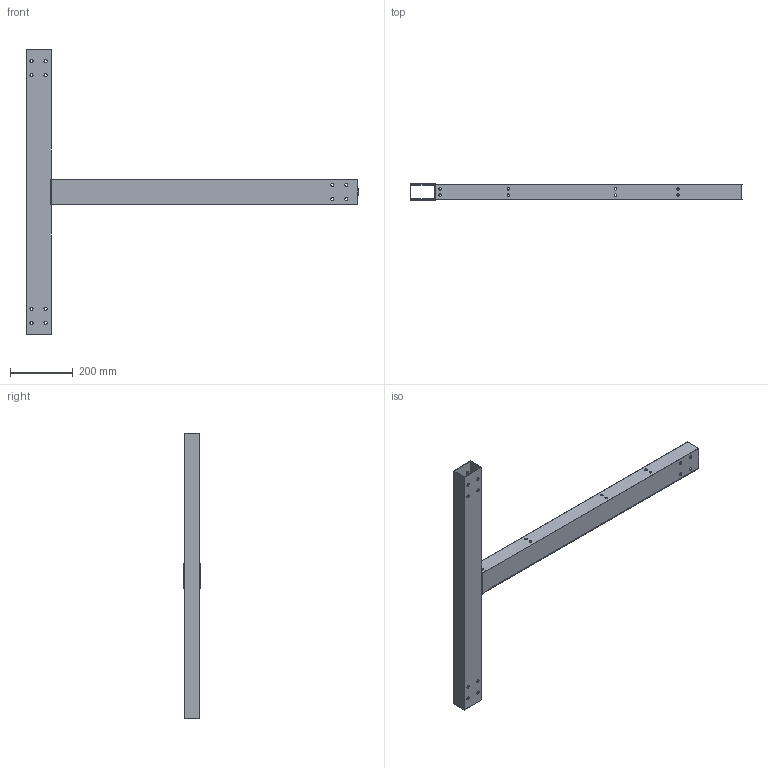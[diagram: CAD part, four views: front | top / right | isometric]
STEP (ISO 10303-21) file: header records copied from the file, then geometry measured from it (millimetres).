
FILE_DESCRIPTION(/* description */ (''),/* implementation_level */ '2;1');
FILE_NAME(/* name */ 'Main_bracket.step',/* time_stamp */ '2019-10-11T13:07:47+02:00',/* author */ (''),/* organization */ (''),/* preprocessor_version */ 'ST-DEVELOPER v18',/* originating_system */ 'Autodesk Translation Framework v8.6.0.1094',/* authorisation */ '');
FILE_SCHEMA (('AUTOMOTIVE_DESIGN { 1 0 10303 214 3 1 1 }'));
Length unit declared in the file: millimetre
Products named in the file (1): Main_bracket
Bounding box: 1059.82 x 52 x 910 mm (x, y, z)
Volume: 930941.4 mm3; surface area: 935568.8 mm2
Topology: 1 solids, 1 shells, 72 faces, 210 edges, 140 vertices
Faces by surface type: cylinder 47, plane 25
Full cylindrical faces by diameter (mm): 8 x16, 10 x28, 52.174 x2
Entity records: 2655 total; most frequent: DIRECTION 452, CARTESIAN_POINT 423, ORIENTED_EDGE 420, EDGE_CURVE 210, AXIS2_PLACEMENT_3D 169, EDGE_LOOP 168, VERTEX_POINT 140, LINE 114
